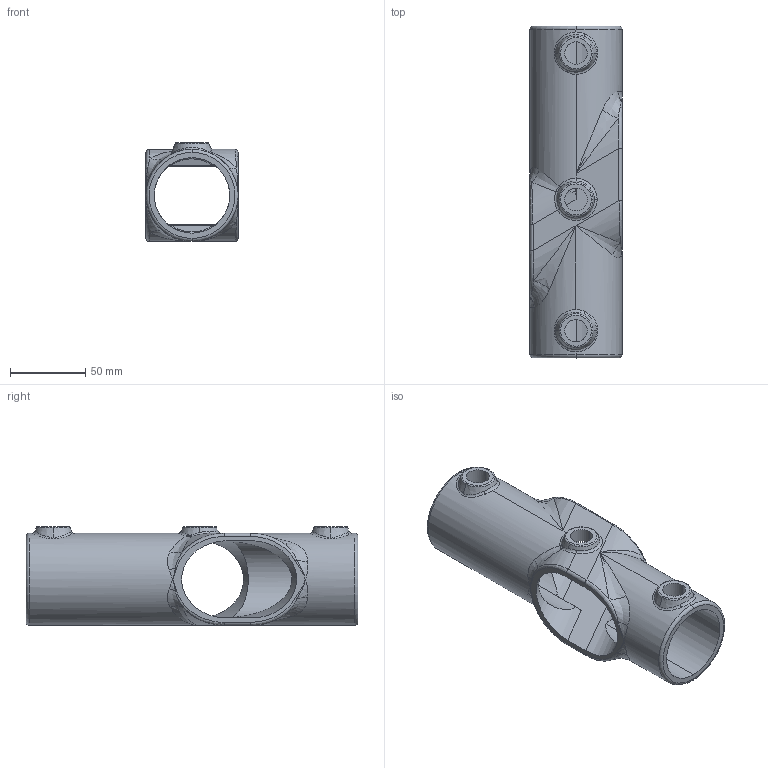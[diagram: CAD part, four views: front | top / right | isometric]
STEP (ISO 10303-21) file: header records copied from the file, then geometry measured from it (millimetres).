
FILE_DESCRIPTION (( 'STEP AP203' ), '1' );
FILE_NAME ('T13000.STEP', '2018-10-04T11:08:52', ( '' ), ( '' ), 'SwSTEP 2.0', 'SolidWorks 2016', '' );
FILE_SCHEMA (( 'CONFIG_CONTROL_DESIGN' ));
Length unit declared in the file: millimetre
Products named in the file (1): T13000
Bounding box: 61 x 220 x 65.5 mm (x, y, z)
Volume: 192399.6 mm3; surface area: 75076.6 mm2
Topology: 1 solids, 1 shells, 164 faces, 419 edges, 230 vertices
Faces by surface type: bspline 75, cylinder 46, plane 25, torus 12, cone 6
Entity records: 9260 total; most frequent: CARTESIAN_POINT 6009, ORIENTED_EDGE 792, DIRECTION 520, EDGE_CURVE 396, VERTEX_POINT 230, AXIS2_PLACEMENT_3D 213, EDGE_LOOP 172, FACE_OUTER_BOUND 164
